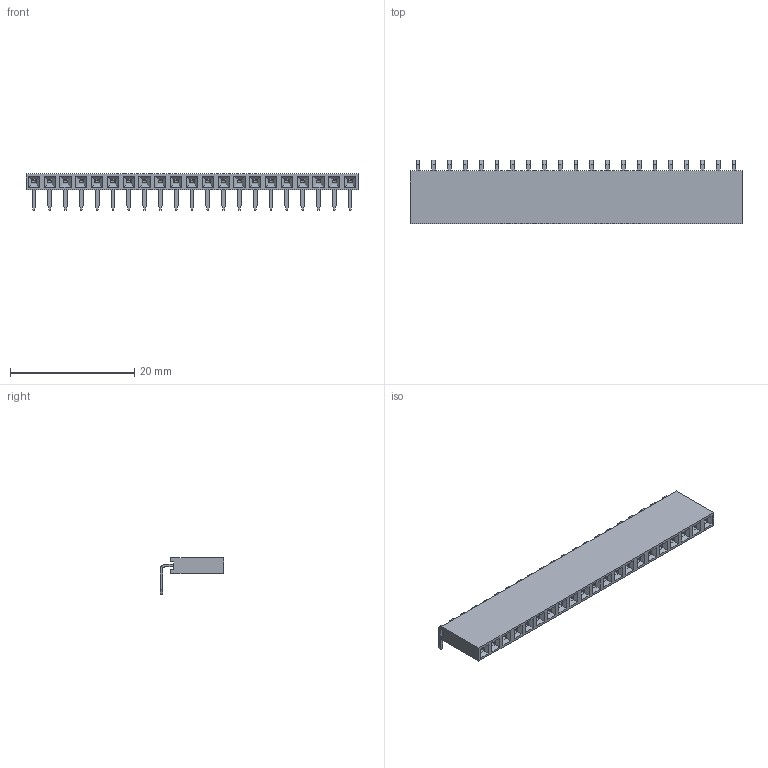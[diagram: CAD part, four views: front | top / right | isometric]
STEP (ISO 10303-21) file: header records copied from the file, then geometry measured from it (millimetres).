
FILE_DESCRIPTION(('STEP AP214'), '1');
FILE_NAME('PBS-R', '', ('UNSPECIFIED'), ('UNSPECIFIED'), 'ASCON STEP Converter 1.6', 'ASCON Math Kernel', '');
FILE_SCHEMA(('AUTOMOTIVE_DESIGN { 1 0 10303 214 3 1 1}'));
Length unit declared in the file: millimetre
Bounding box: 53.34 x 10.2 x 5.84 mm (x, y, z)
Volume: 1041.4 mm3; surface area: 2308.7 mm2
Topology: 1 solids, 1 shells, 1228 faces, 3384 edges, 2116 vertices
Faces by surface type: plane 1039, cylinder 189
Entity records: 48162 total; most frequent: ORIENTED_EDGE 6768, CARTESIAN_POINT 6729, DIRECTION 6304, EDGE_CURVE 3384, LINE 2922, VECTOR 2922, VERTEX_POINT 2116, AXIS2_PLACEMENT_3D 1691
